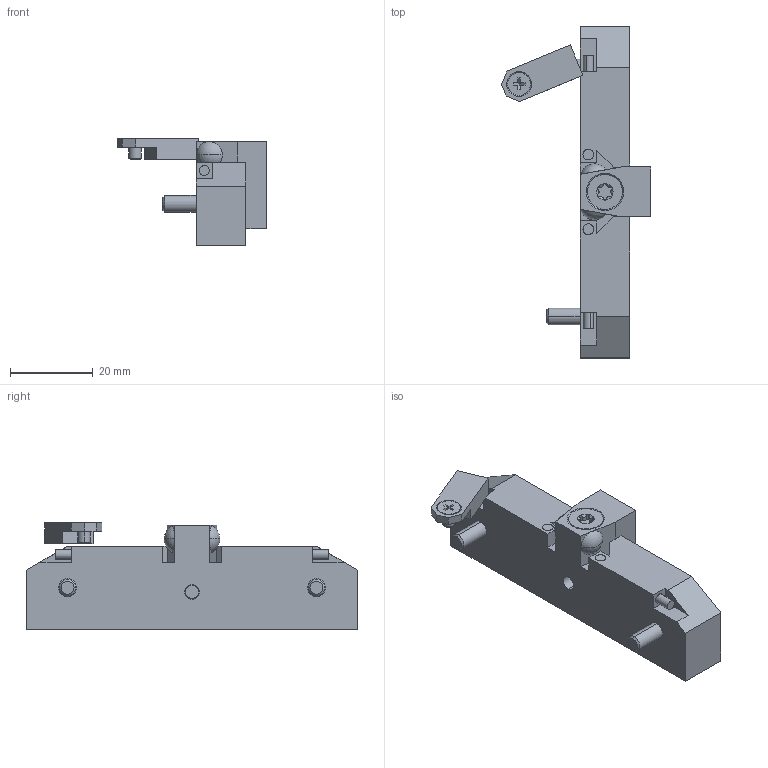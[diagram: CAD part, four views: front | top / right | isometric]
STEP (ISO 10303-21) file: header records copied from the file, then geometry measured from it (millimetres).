
FILE_DESCRIPTION((''),'2;1');
FILE_NAME('743172-01-D01','2012-06-20T',('ch5375'),(''),'PRO/ENGINEER BY PARAMETRIC TECHNOLOGY CORPORATION, 2010370','PRO/ENGINEER BY PARAMETRIC TECHNOLOGY CORPORATION, 2010370','');
FILE_SCHEMA(('CONFIG_CONTROL_DESIGN','SHAPE_APPEARANCE_LAYERS_GROUPS'));
Length unit declared in the file: millimetre
Products named in the file (1): 743172-01-D01
Bounding box: 35.95 x 80 x 25.65 mm (x, y, z)
Volume: 20729.3 mm3; surface area: 8009 mm2
Topology: 2 solids, 6 shells, 285 faces, 656 edges, 397 vertices
Faces by surface type: plane 116, cylinder 95, cone 66, extrusion 4, sphere 4
Entity records: 8285 total; most frequent: CARTESIAN_POINT 1825, DIRECTION 1342, ORIENTED_EDGE 1296, EDGE_CURVE 648, AXIS2_PLACEMENT_3D 497, VERTEX_POINT 397, VECTOR 348, LINE 344
